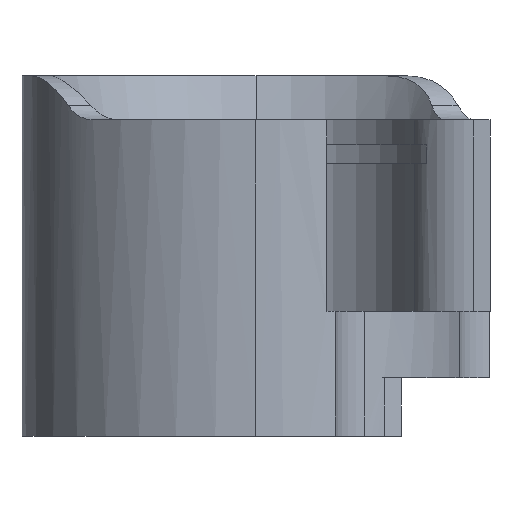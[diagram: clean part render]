
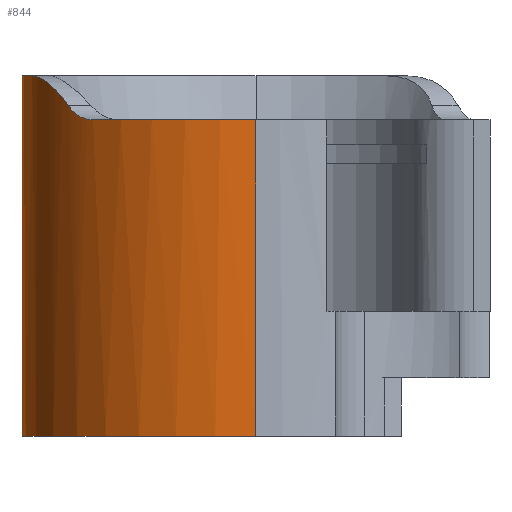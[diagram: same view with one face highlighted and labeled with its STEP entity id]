
A CAD part, left-side view. The second image highlights one B-rep face of the part: STEP entity #844.
In plain terms, the highlighted cylindrical face has radius 14.287 mm (diameter 28.575 mm), a partial arc.
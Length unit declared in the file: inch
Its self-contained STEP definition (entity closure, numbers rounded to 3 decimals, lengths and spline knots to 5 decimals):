
#35 = DIRECTION ( 'NONE',  ( 0., 0., 1. ) ) ;
#37 = VERTEX_POINT ( 'NONE', #177 ) ;
#39 = DIRECTION ( 'NONE',  ( 1., 0., 0. ) ) ;
#60 = DIRECTION ( 'NONE',  ( 0., 0., 1. ) ) ;
#98 = CARTESIAN_POINT ( 'NONE',  ( 0., 0., -0.106 ) ) ;
#100 = VECTOR ( 'NONE', #513, 39.37008 ) ;
#153 = DIRECTION ( 'NONE',  ( 0., 0., 1. ) ) ;
#164 = CARTESIAN_POINT ( 'NONE',  ( -0.5625, 0., -0.866 ) ) ;
#177 = CARTESIAN_POINT ( 'NONE',  ( 0.5625, 0., 0. ) ) ;
#180 = AXIS2_PLACEMENT_3D ( 'NONE', #98, #733, #711 ) ;
#230 = VERTEX_POINT ( 'NONE', #981 ) ;
#246 = CARTESIAN_POINT ( 'NONE',  ( 0.5625, 0., 0. ) ) ;
#272 = CARTESIAN_POINT ( 'NONE',  ( -0.40383, 0.39157, -0.106 ) ) ;
#294 = CARTESIAN_POINT ( 'NONE',  ( -0.3361, 0.45105, -0.07152 ) ) ;
#306 = CARTESIAN_POINT ( 'NONE',  ( -0.24579, 0.50622, -0.01181 ) ) ;
#335 = CARTESIAN_POINT ( 'NONE',  ( -0.16489, 0.53779, 0. ) ) ;
#389 = CARTESIAN_POINT ( 'NONE',  ( -0.39223, 0.40327, -0.10525 ) ) ;
#392 = ORIENTED_EDGE ( 'NONE', *, *, #976, .F. ) ;
#406 = CARTESIAN_POINT ( 'NONE',  ( -0.5625, 0., -0.106 ) ) ;
#411 = CARTESIAN_POINT ( 'NONE',  ( -0.37459, 0.4197, -0.10005 ) ) ;
#460 = CARTESIAN_POINT ( 'NONE',  ( -0.18179, 0.53261, 0. ) ) ;
#461 = ORIENTED_EDGE ( 'NONE', *, *, #858, .T. ) ;
#466 = CARTESIAN_POINT ( 'NONE',  ( -0.38053, 0.41433, -0.10229 ) ) ;
#487 = CARTESIAN_POINT ( 'NONE',  ( -0.3361, 0.45105, -0.07152 ) ) ;
#491 = EDGE_CURVE ( 'NONE', #617, #503, #589, .T. ) ;
#496 = DIRECTION ( 'NONE',  ( 1., 0., 0. ) ) ;
#503 = VERTEX_POINT ( 'NONE', #164 ) ;
#504 = ORIENTED_EDGE ( 'NONE', *, *, #881, .F. ) ;
#512 = LINE ( 'NONE', #1111, #100 ) ;
#513 = DIRECTION ( 'NONE',  ( 0., 0., 1. ) ) ;
#521 = ORIENTED_EDGE ( 'NONE', *, *, #823, .T. ) ;
#528 = VECTOR ( 'NONE', #939, 39.37008 ) ;
#529 = CARTESIAN_POINT ( 'NONE',  ( -0.27488, 0.49104, -0.02382 ) ) ;
#553 = AXIS2_PLACEMENT_3D ( 'NONE', #709, #60, #814 ) ;
#589 = CIRCLE ( 'NONE', #553, 0.5625 ) ;
#617 = VERTEX_POINT ( 'NONE', #928 ) ;
#636 = VERTEX_POINT ( 'NONE', #1039 ) ;
#644 = CARTESIAN_POINT ( 'NONE',  ( -0.2885, 0.48312, -0.03131 ) ) ;
#674 = EDGE_LOOP ( 'NONE', ( #1181, #521, #1227, #461, #1231, #504, #392 ) ) ;
#675 = CARTESIAN_POINT ( 'NONE',  ( -0.31376, 0.46691, -0.04978 ) ) ;
#688 = EDGE_CURVE ( 'NONE', #1108, #754, #898, .T. ) ;
#709 = CARTESIAN_POINT ( 'NONE',  ( 0., 0., -0.866 ) ) ;
#711 = DIRECTION ( 'NONE',  ( -1., 0., 0. ) ) ;
#733 = DIRECTION ( 'NONE',  ( 0., 0., -1. ) ) ;
#754 = VERTEX_POINT ( 'NONE', #272 ) ;
#761 = CARTESIAN_POINT ( 'NONE',  ( -0.33089, 0.45493, -0.0657 ) ) ;
#814 = DIRECTION ( 'NONE',  ( 1., 0., 0. ) ) ;
#823 = EDGE_CURVE ( 'NONE', #503, #1108, #512, .T. ) ;
#844 = ADVANCED_FACE ( 'NONE', ( #1219 ), #1183, .T. ) ;
#858 = EDGE_CURVE ( 'NONE', #754, #636, #1364, .T. ) ;
#875 = CARTESIAN_POINT ( 'NONE',  ( -0.23017, 0.51354, -0.00728 ) ) ;
#881 = EDGE_CURVE ( 'NONE', #37, #230, #891, .T. ) ;
#891 = CIRCLE ( 'NONE', #1056, 0.5625 ) ;
#898 = CIRCLE ( 'NONE', #180, 0.5625 ) ;
#928 = CARTESIAN_POINT ( 'NONE',  ( 0.5625, 0., -0.866 ) ) ;
#939 = DIRECTION ( 'NONE',  ( 0., 0., 1. ) ) ;
#976 = EDGE_CURVE ( 'NONE', #617, #37, #1061, .T. ) ;
#981 = CARTESIAN_POINT ( 'NONE',  ( -0.16489, 0.53779, 0. ) ) ;
#1005 = CARTESIAN_POINT ( 'NONE',  ( -0.39805, 0.39753, -0.106 ) ) ;
#1021 = CARTESIAN_POINT ( 'NONE',  ( -0.35729, 0.43451, -0.09054 ) ) ;
#1039 = CARTESIAN_POINT ( 'NONE',  ( -0.3361, 0.45105, -0.07152 ) ) ;
#1056 = AXIS2_PLACEMENT_3D ( 'NONE', #1277, #35, #39 ) ;
#1061 = LINE ( 'NONE', #246, #528 ) ;
#1087 = CARTESIAN_POINT ( 'NONE',  ( -0.32539, 0.45889, -0.06019 ) ) ;
#1106 = CARTESIAN_POINT ( 'NONE',  ( -0.40383, 0.39157, -0.106 ) ) ;
#1108 = VERTEX_POINT ( 'NONE', #406 ) ;
#1111 = CARTESIAN_POINT ( 'NONE',  ( -0.5625, 0., 0. ) ) ;
#1122 = B_SPLINE_CURVE_WITH_KNOTS ( 'NONE', 3,
 ( #294, #761, #1087, #675, #1290, #644, #529, #306, #875, #1188, #460, #335 ),
 .UNSPECIFIED., .F., .F.,
 ( 4, 2, 2, 2, 2, 4 ),
 ( 0.0012, 0.00186, 0.00253, 0.00386, 0.00519, 0.00652 ),
 .UNSPECIFIED. ) ;
#1181 = ORIENTED_EDGE ( 'NONE', *, *, #491, .T. ) ;
#1183 = CYLINDRICAL_SURFACE ( 'NONE', #1204, 0.5625 ) ;
#1188 = CARTESIAN_POINT ( 'NONE',  ( -0.19823, 0.5267, -0.00141 ) ) ;
#1204 = AXIS2_PLACEMENT_3D ( 'NONE', #1253, #153, #496 ) ;
#1219 = FACE_OUTER_BOUND ( 'NONE', #674, .T. ) ;
#1227 = ORIENTED_EDGE ( 'NONE', *, *, #688, .T. ) ;
#1229 = CARTESIAN_POINT ( 'NONE',  ( -0.34106, 0.44735, -0.07706 ) ) ;
#1231 = ORIENTED_EDGE ( 'NONE', *, *, #1388, .T. ) ;
#1233 = CARTESIAN_POINT ( 'NONE',  ( -0.34636, 0.44327, -0.08201 ) ) ;
#1253 = CARTESIAN_POINT ( 'NONE',  ( 0., 0., 0. ) ) ;
#1277 = CARTESIAN_POINT ( 'NONE',  ( 0., 0., 0. ) ) ;
#1290 = CARTESIAN_POINT ( 'NONE',  ( -0.30761, 0.471, -0.04485 ) ) ;
#1364 = B_SPLINE_CURVE_WITH_KNOTS ( 'NONE', 3,
 ( #1106, #1005, #389, #466, #411, #1396, #1021, #1233, #1229, #487 ),
 .UNSPECIFIED., .F., .F.,
 ( 4, 2, 2, 2, 4 ),
 ( 0., 0.00062, 0.00125, 0.00187, 0.00249 ),
 .UNSPECIFIED. ) ;
#1388 = EDGE_CURVE ( 'NONE', #636, #230, #1122, .T. ) ;
#1396 = CARTESIAN_POINT ( 'NONE',  ( -0.36294, 0.42981, -0.09416 ) ) ;
